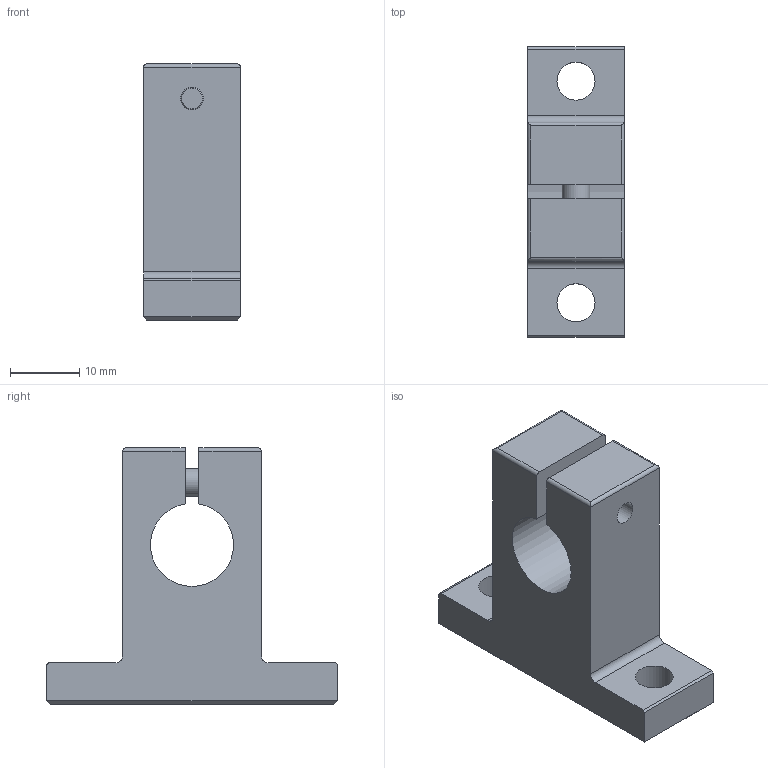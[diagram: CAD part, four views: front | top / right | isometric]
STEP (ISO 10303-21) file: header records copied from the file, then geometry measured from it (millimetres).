
FILE_DESCRIPTION(/* description */ (''),/* implementation_level */ '2;1');
FILE_NAME(/* name */ 'WJB-SK-12.stp',/* time_stamp */ '2019-01-16T15:31:06+08:00',/* author */ (''),/* organization */ (''),/* preprocessor_version */ 'ST-DEVELOPER v11',/* originating_system */ 'SIEMENS UGS NX 6.0',/* authorisation */ '');
FILE_SCHEMA (('CONFIG_CONTROL_DESIGN'));
Length unit declared in the file: millimetre
Products named in the file (1): WJB-SK-12
Bounding box: 14 x 42 x 37 mm (x, y, z)
Volume: 9989.8 mm3; surface area: 4833.9 mm2
Topology: 1 solids, 1 shells, 123 faces, 328 edges, 226 vertices
Faces by surface type: plane 78, extrusion 25, cylinder 17, cone 2, torus 1
Full cylindrical faces by diameter (mm): 3.242 x1, 4 x1, 4.5 x1, 5.5 x2, 7 x1, 8 x1
Entity records: 4729 total; most frequent: CARTESIAN_POINT 1856, ORIENTED_EDGE 598, DIRECTION 462, EDGE_CURVE 299, VERTEX_POINT 202, VECTOR 200, LINE 175, EDGE_LOOP 153
